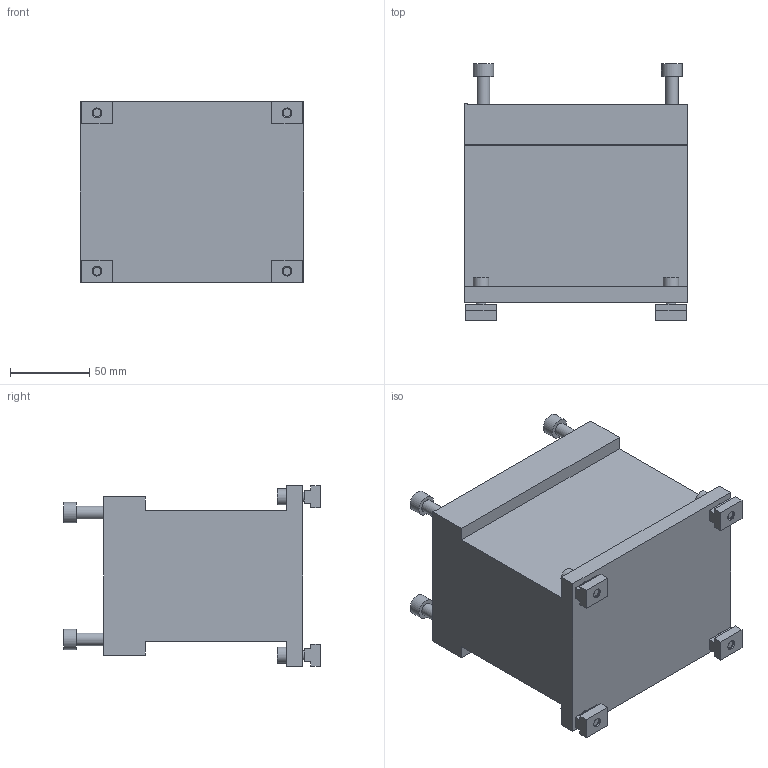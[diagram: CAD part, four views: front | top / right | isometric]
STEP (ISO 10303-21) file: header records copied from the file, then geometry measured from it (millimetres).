
FILE_DESCRIPTION (( 'STEP AP214' ), '1' );
FILE_NAME ('RTM-3-200_A_EF.STEP', '2019-06-24T13:32:47', ( '' ), ( '' ), 'SwSTEP 2.0', 'SolidWorks 2018', '' );
FILE_SCHEMA (( 'AUTOMOTIVE_DESIGN' ));
Length unit declared in the file: millimetre
Products named in the file (1): RTM-3-200_A_EF
Bounding box: 140.97 x 162 x 114.3 mm (x, y, z)
Surface area: 108350 mm2 (no closed solid volume)
Topology: 0 solids, 21 shells, 152 faces, 370 edges, 248 vertices
Faces by surface type: plane 124, cylinder 24, cone 4
Full cylindrical faces by diameter (mm): 5 x4, 6 x4, 7 x4, 8 x4, 10.008 x4, 13 x4
Entity records: 5957 total; most frequent: CARTESIAN_POINT 743, DIRECTION 708, ORIENTED_EDGE 640, EDGE_CURVE 342, VECTOR 282, LINE 282, VERTEX_POINT 248, AXIS2_PLACEMENT_3D 213
